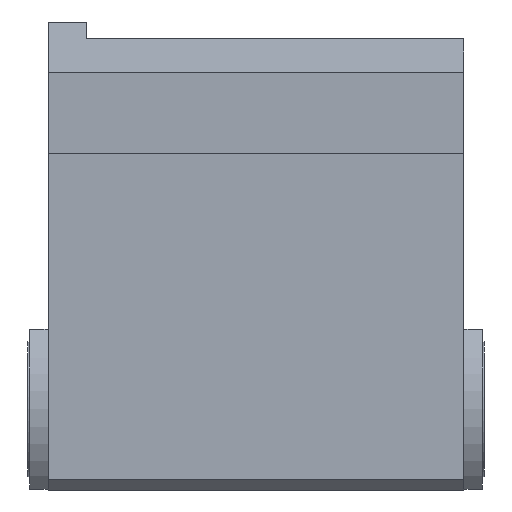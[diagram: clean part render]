
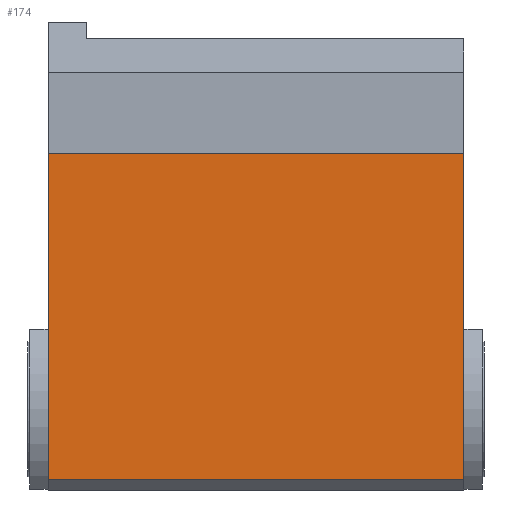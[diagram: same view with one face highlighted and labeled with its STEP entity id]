
A CAD part, front view. The second image highlights one B-rep face of the part: STEP entity #174.
In plain terms, the highlighted planar face has unit normal (0, -1, 0).
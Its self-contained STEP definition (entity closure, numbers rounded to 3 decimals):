
#174=ADVANCED_FACE('',(#261),#228,.F.);
#228=PLANE('',#1122);
#261=FACE_OUTER_BOUND('',#319,.T.);
#319=EDGE_LOOP('',(#505,#506,#507,#508));
#505=ORIENTED_EDGE('',*,*,#817,.T.);
#506=ORIENTED_EDGE('',*,*,#805,.T.);
#507=ORIENTED_EDGE('',*,*,#816,.F.);
#508=ORIENTED_EDGE('',*,*,#793,.F.);
#686=VERTEX_POINT('',#1695);
#687=VERTEX_POINT('',#1697);
#696=VERTEX_POINT('',#1719);
#697=VERTEX_POINT('',#1721);
#793=EDGE_CURVE('',#686,#687,#897,.T.);
#805=EDGE_CURVE('',#697,#696,#907,.T.);
#816=EDGE_CURVE('',#687,#696,#918,.T.);
#817=EDGE_CURVE('',#686,#697,#919,.T.);
#897=LINE('',#1696,#979);
#907=LINE('',#1720,#989);
#918=LINE('',#1742,#1000);
#919=LINE('',#1744,#1001);
#979=VECTOR('',#1319,1.);
#989=VECTOR('',#1337,1.);
#1000=VECTOR('',#1356,1.);
#1001=VECTOR('',#1359,1.);
#1122=AXIS2_PLACEMENT_3D('',#1745,#1360,#1361);
#1319=DIRECTION('',(0.,0.,1.));
#1337=DIRECTION('',(0.,0.,1.));
#1356=DIRECTION('',(1.,0.,0.));
#1359=DIRECTION('',(1.,0.,0.));
#1360=DIRECTION('',(0.,1.,0.));
#1361=DIRECTION('',(0.,0.,-1.));
#1695=CARTESIAN_POINT('',(-11.5,-34.,-131.));
#1696=CARTESIAN_POINT('',(-11.5,-34.,-34.));
#1697=CARTESIAN_POINT('',(-11.5,-34.,-34.));
#1719=CARTESIAN_POINT('',(112.,-34.,-34.));
#1720=CARTESIAN_POINT('',(112.,-34.,-34.));
#1721=CARTESIAN_POINT('',(112.,-34.,-131.));
#1742=CARTESIAN_POINT('',(-11.5,-34.,-34.));
#1744=CARTESIAN_POINT('',(-11.5,-34.,-131.));
#1745=CARTESIAN_POINT('',(-11.5,-34.,-34.));
